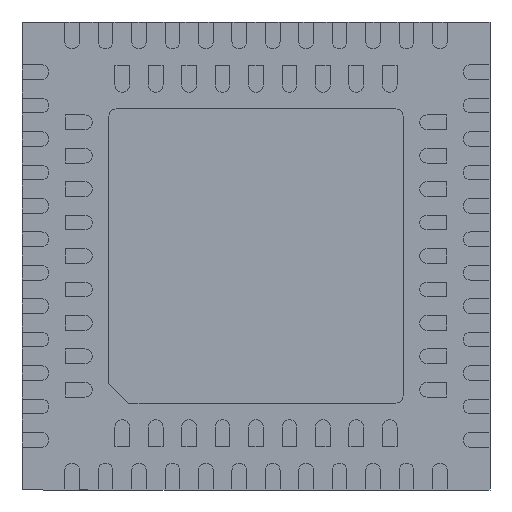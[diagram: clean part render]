
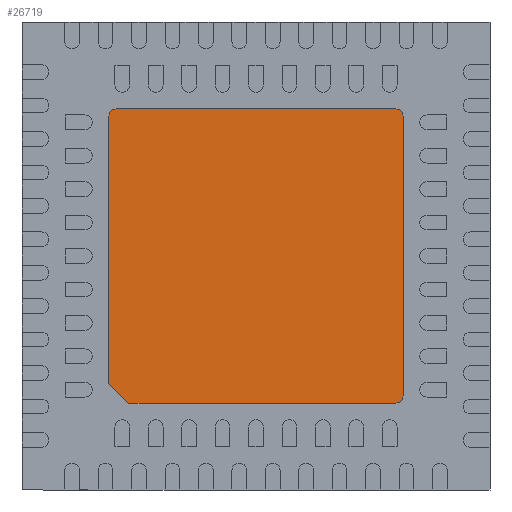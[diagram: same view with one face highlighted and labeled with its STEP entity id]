
A CAD part, front view. The second image highlights one B-rep face of the part: STEP entity #26719.
In plain terms, the highlighted planar face has unit normal (0, -1, 0).
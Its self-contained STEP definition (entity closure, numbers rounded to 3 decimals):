
#45 = VERTEX_POINT ( 'NONE', #17066 ) ;
#501 = ORIENTED_EDGE ( 'NONE', *, *, #9633, .T. ) ;
#865 = DIRECTION ( 'NONE',  ( 0., -1., 0. ) ) ;
#2458 = DIRECTION ( 'NONE',  ( 0., 0., -1. ) ) ;
#2736 = LINE ( 'NONE', #6992, #5519 ) ;
#2924 = CARTESIAN_POINT ( 'NONE',  ( 2.09, 0., -2.2 ) ) ;
#3324 = PLANE ( 'NONE',  #26727 ) ;
#3974 = CARTESIAN_POINT ( 'NONE',  ( -1.9, 0., -2.2 ) ) ;
#4108 = DIRECTION ( 'NONE',  ( 1., 0., 0. ) ) ;
#4423 = VERTEX_POINT ( 'NONE', #12120 ) ;
#4455 = EDGE_CURVE ( 'NONE', #7240, #14150, #16577, .T. ) ;
#4702 = AXIS2_PLACEMENT_3D ( 'NONE', #6815, #865, #9225 ) ;
#5028 = ORIENTED_EDGE ( 'NONE', *, *, #11553, .T. ) ;
#5153 = EDGE_CURVE ( 'NONE', #16309, #26879, #12024, .T. ) ;
#5519 = VECTOR ( 'NONE', #2458, 1000. ) ;
#6086 = EDGE_CURVE ( 'NONE', #45, #20645, #27966, .T. ) ;
#6159 = AXIS2_PLACEMENT_3D ( 'NONE', #21732, #13193, #28058 ) ;
#6252 = DIRECTION ( 'NONE',  ( 0.707, 0., -0.707 ) ) ;
#6800 = LINE ( 'NONE', #6938, #16630 ) ;
#6815 = CARTESIAN_POINT ( 'NONE',  ( 2.09, 0., 2.09 ) ) ;
#6823 = ORIENTED_EDGE ( 'NONE', *, *, #6086, .T. ) ;
#6938 = CARTESIAN_POINT ( 'NONE',  ( 2.2, 0., -2.09 ) ) ;
#6992 = CARTESIAN_POINT ( 'NONE',  ( -2.2, 0., -1.9 ) ) ;
#7240 = VERTEX_POINT ( 'NONE', #2924 ) ;
#8268 = EDGE_CURVE ( 'NONE', #20645, #7240, #27818, .T. ) ;
#9225 = DIRECTION ( 'NONE',  ( 0., 0., -1. ) ) ;
#9272 = ORIENTED_EDGE ( 'NONE', *, *, #4455, .T. ) ;
#9329 = CARTESIAN_POINT ( 'NONE',  ( 2.2, 0., 2.09 ) ) ;
#9633 = EDGE_CURVE ( 'NONE', #17628, #4423, #21910, .T. ) ;
#9870 = DIRECTION ( 'NONE',  ( 0., -1., 0. ) ) ;
#10032 = CARTESIAN_POINT ( 'NONE',  ( -1.9, 0., -2.2 ) ) ;
#10500 = CARTESIAN_POINT ( 'NONE',  ( 2.2, 0., -2.09 ) ) ;
#11553 = EDGE_CURVE ( 'NONE', #4423, #16309, #16998, .T. ) ;
#11629 = VECTOR ( 'NONE', #6252, 1000. ) ;
#11980 = DIRECTION ( 'NONE',  ( 0., 0., -1. ) ) ;
#12024 = CIRCLE ( 'NONE', #6159, 0.11 ) ;
#12120 = CARTESIAN_POINT ( 'NONE',  ( 2.09, 0., 2.2 ) ) ;
#12250 = DIRECTION ( 'NONE',  ( 0., 0., -1. ) ) ;
#13193 = DIRECTION ( 'NONE',  ( 0., -1., 0. ) ) ;
#14150 = VERTEX_POINT ( 'NONE', #10500 ) ;
#14667 = FACE_OUTER_BOUND ( 'NONE', #27033, .T. ) ;
#14812 = CARTESIAN_POINT ( 'NONE',  ( -2.2, 0., 2.09 ) ) ;
#15156 = EDGE_CURVE ( 'NONE', #26879, #45, #2736, .T. ) ;
#15659 = VECTOR ( 'NONE', #4108, 1000. ) ;
#15790 = ORIENTED_EDGE ( 'NONE', *, *, #15156, .T. ) ;
#16256 = CARTESIAN_POINT ( 'NONE',  ( 2.09, 0., -2.09 ) ) ;
#16309 = VERTEX_POINT ( 'NONE', #27813 ) ;
#16391 = CARTESIAN_POINT ( 'NONE',  ( 2.09, 0., 2.09 ) ) ;
#16577 = CIRCLE ( 'NONE', #26541, 0.11 ) ;
#16630 = VECTOR ( 'NONE', #19312, 1000. ) ;
#16998 = LINE ( 'NONE', #19258, #22838 ) ;
#17066 = CARTESIAN_POINT ( 'NONE',  ( -2.2, 0., -1.9 ) ) ;
#17628 = VERTEX_POINT ( 'NONE', #9329 ) ;
#19258 = CARTESIAN_POINT ( 'NONE',  ( 2.09, 0., 2.2 ) ) ;
#19312 = DIRECTION ( 'NONE',  ( 0., 0., 1. ) ) ;
#19407 = DIRECTION ( 'NONE',  ( -1., 0., 0. ) ) ;
#19585 = CARTESIAN_POINT ( 'NONE',  ( 2.09, 0., -2.2 ) ) ;
#20645 = VERTEX_POINT ( 'NONE', #10032 ) ;
#21732 = CARTESIAN_POINT ( 'NONE',  ( -2.09, 0., 2.09 ) ) ;
#21910 = CIRCLE ( 'NONE', #4702, 0.11 ) ;
#22762 = DIRECTION ( 'NONE',  ( 0., -1., 0. ) ) ;
#22838 = VECTOR ( 'NONE', #19407, 1000. ) ;
#23105 = ORIENTED_EDGE ( 'NONE', *, *, #8268, .T. ) ;
#24080 = ORIENTED_EDGE ( 'NONE', *, *, #5153, .T. ) ;
#24661 = ORIENTED_EDGE ( 'NONE', *, *, #24897, .T. ) ;
#24897 = EDGE_CURVE ( 'NONE', #14150, #17628, #6800, .T. ) ;
#26541 = AXIS2_PLACEMENT_3D ( 'NONE', #16256, #9870, #12250 ) ;
#26719 = ADVANCED_FACE ( 'NONE', ( #14667 ), #3324, .T. ) ;
#26727 = AXIS2_PLACEMENT_3D ( 'NONE', #16391, #22762, #11980 ) ;
#26879 = VERTEX_POINT ( 'NONE', #14812 ) ;
#27033 = EDGE_LOOP ( 'NONE', ( #501, #5028, #24080, #15790, #6823, #23105, #9272, #24661 ) ) ;
#27813 = CARTESIAN_POINT ( 'NONE',  ( -2.09, 0., 2.2 ) ) ;
#27818 = LINE ( 'NONE', #19585, #15659 ) ;
#27966 = LINE ( 'NONE', #3974, #11629 ) ;
#28058 = DIRECTION ( 'NONE',  ( 0., 0., -1. ) ) ;
